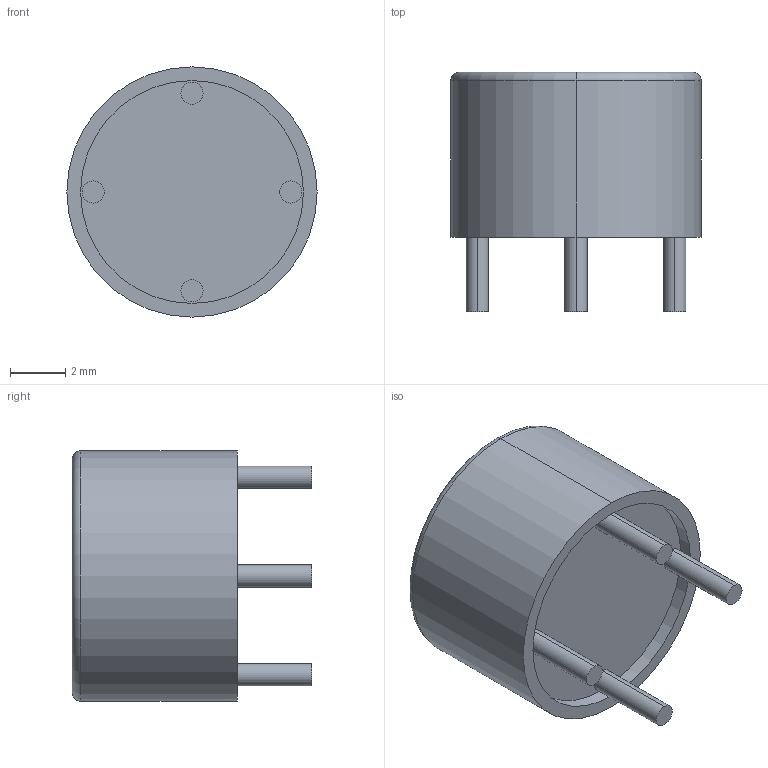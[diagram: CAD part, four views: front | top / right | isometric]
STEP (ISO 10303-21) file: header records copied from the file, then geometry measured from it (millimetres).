
FILE_DESCRIPTION (( 'STEP AP214' ), '1' );
FILE_NAME ('W00AR5, WOG, WOB, WOBM, WOM___WOM__.STEP', '2023-03-01T14:01:18', ( '' ), ( '' ), 'SwSTEP 2.0', 'SolidWorks 2020', '' );
FILE_SCHEMA (( 'AUTOMOTIVE_DESIGN' ));
Length unit declared in the file: millimetre
Products named in the file (1): W00AR5, WOG, WOB, WOBM, WOM___WOM__
Bounding box: 9.1 x 8.7 x 9.1 mm (x, y, z)
Volume: 370.5 mm3; surface area: 343.8 mm2
Topology: 1 solids, 1 shells, 173 faces, 451 edges, 300 vertices
Faces by surface type: plane 117, bspline 42, cylinder 12, torus 2
Entity records: 8422 total; most frequent: CARTESIAN_POINT 2487, ORIENTED_EDGE 902, DIRECTION 659, EDGE_CURVE 451, VECTOR 339, LINE 339, VERTEX_POINT 300, EDGE_LOOP 193
